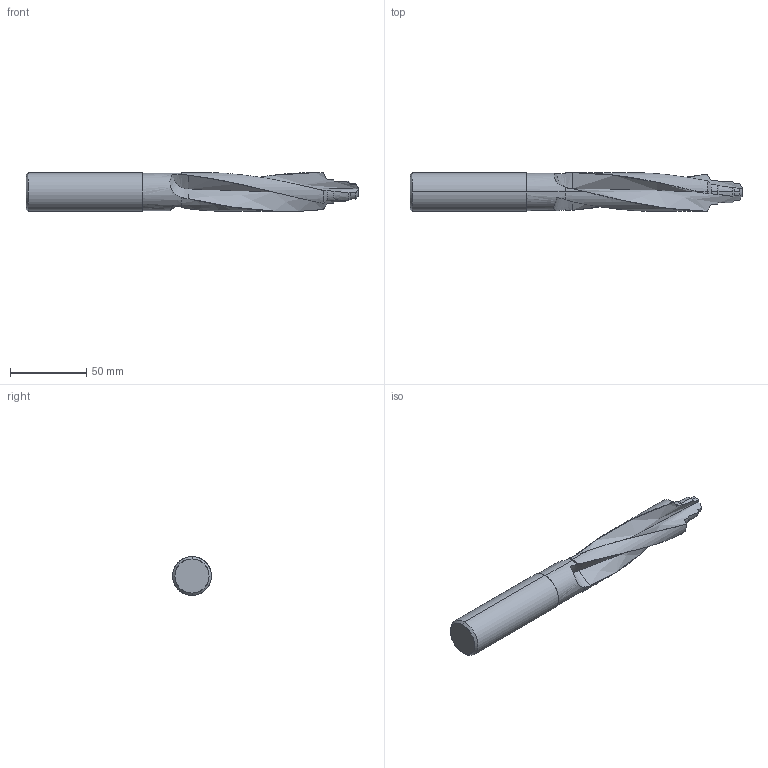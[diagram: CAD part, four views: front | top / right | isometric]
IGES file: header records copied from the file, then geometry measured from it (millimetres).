
Start section: SolidWorks IGES file using analytic representation for surfaces
Global section: file name: T-8-D-HSS.IGS; native system: SolidWorks 2014; preprocessor: SolidWorks 2014; author: Martin; date: 170612.135457; units: inch
Bounding box: 217.42 x 25.41 x 25.41 mm (x, y, z)
Surface area: 19000.4 mm2 (no closed solid volume)
Topology: 0 solids, 0 shells, 60 faces, 760 edges, 754 vertices
Faces by surface type: revolution 48, bspline 12
